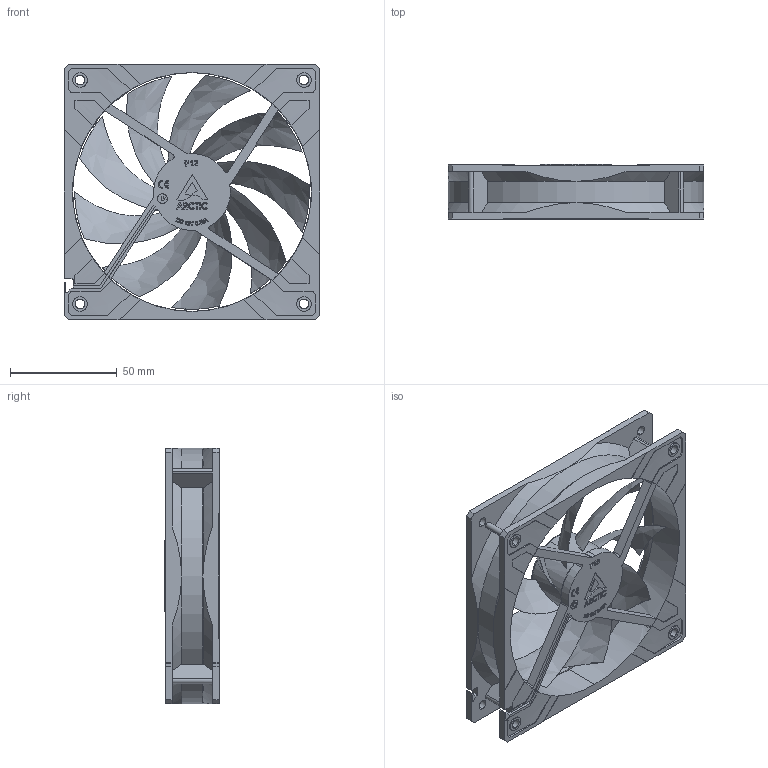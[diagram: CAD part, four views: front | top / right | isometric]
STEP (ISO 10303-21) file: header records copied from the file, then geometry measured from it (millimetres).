
FILE_DESCRIPTION (( 'STEP AP214' ), '1' );
FILE_NAME ('F12.STEP', '2018-12-18T22:11:15', ( '' ), ( '' ), 'SwSTEP 2.0', 'SolidWorks 2014', '' );
FILE_SCHEMA (( 'AUTOMOTIVE_DESIGN' ));
Length unit declared in the file: millimetre
Products named in the file (5): F12 body; F12; F12 fan
Assembly tree (2 placements, depth 2):
  F12 body
  F12
    F12 body
    F12 fan
  F12 fan
Bounding box: 120 x 25.7 x 120 mm (x, y, z)
Volume: 85720.1 mm3; surface area: 60059.5 mm2
Topology: 2 solids, 2 shells, 630 faces, 1747 edges, 1156 vertices
Faces by surface type: plane 351, bspline 118, cylinder 117, cone 42, torus 2
Entity records: 28112 total; most frequent: CARTESIAN_POINT 12822, ORIENTED_EDGE 3494, DIRECTION 2583, EDGE_CURVE 1747, VERTEX_POINT 1156, VECTOR 1019, LINE 1019, AXIS2_PLACEMENT_3D 782
